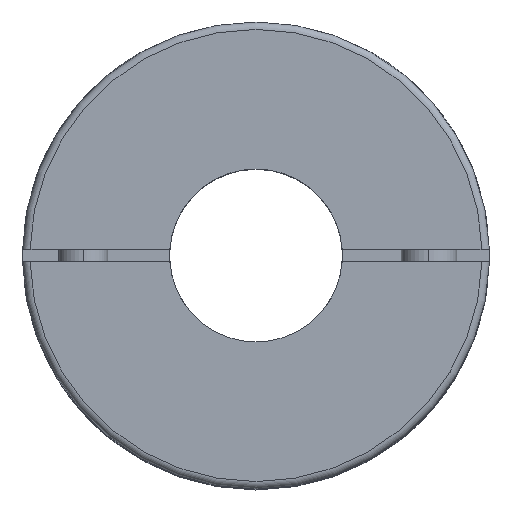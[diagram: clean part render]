
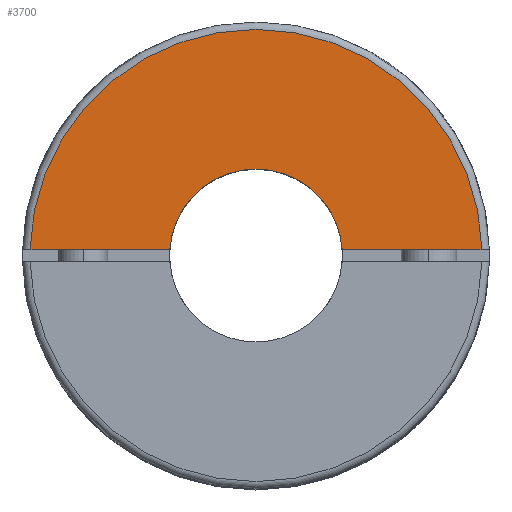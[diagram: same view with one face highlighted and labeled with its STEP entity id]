
A CAD part, top view. The second image highlights one B-rep face of the part: STEP entity #3700.
In plain terms, the highlighted planar face has unit normal (0, 0, 1).
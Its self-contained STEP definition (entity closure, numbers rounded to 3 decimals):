
#10 = VECTOR ( 'NONE', #3832, 1000. ) ;
#114 = EDGE_CURVE ( 'NONE', #3114, #4250, #2868, .T. ) ;
#503 = ORIENTED_EDGE ( 'NONE', *, *, #114, .T. ) ;
#532 = ORIENTED_EDGE ( 'NONE', *, *, #5457, .F. ) ;
#664 = CARTESIAN_POINT ( 'NONE',  ( 0., 0., 0. ) ) ;
#1036 = CARTESIAN_POINT ( 'NONE',  ( 0., 0., 0. ) ) ;
#1058 = ORIENTED_EDGE ( 'NONE', *, *, #3740, .F. ) ;
#1350 = DIRECTION ( 'NONE',  ( -1., 0., 0. ) ) ;
#1613 = VECTOR ( 'NONE', #4336, 1000. ) ;
#1614 = AXIS2_PLACEMENT_3D ( 'NONE', #1036, #1704, #1350 ) ;
#1704 = DIRECTION ( 'NONE',  ( 0., 0., -1. ) ) ;
#1752 = CARTESIAN_POINT ( 'NONE',  ( 18.9, 0.5, 0. ) ) ;
#1819 = FACE_OUTER_BOUND ( 'NONE', #2443, .T. ) ;
#1830 = CIRCLE ( 'NONE', #5420, 18.3 ) ;
#1911 = DIRECTION ( 'NONE',  ( 1., 0., 0. ) ) ;
#1919 = EDGE_CURVE ( 'NONE', #3114, #4592, #3469, .T. ) ;
#1934 = CARTESIAN_POINT ( 'NONE',  ( -6.982, 0.5, 0. ) ) ;
#2226 = CARTESIAN_POINT ( 'NONE',  ( 18.9, 0.5, 0. ) ) ;
#2356 = CARTESIAN_POINT ( 'NONE',  ( 18.293, 0.5, 0. ) ) ;
#2443 = EDGE_LOOP ( 'NONE', ( #532, #1058, #3339, #503 ) ) ;
#2868 = CIRCLE ( 'NONE', #1614, 7. ) ;
#3010 = LINE ( 'NONE', #1752, #10 ) ;
#3114 = VERTEX_POINT ( 'NONE', #1934 ) ;
#3138 = CARTESIAN_POINT ( 'NONE',  ( 0., 18.3, 0. ) ) ;
#3313 = VERTEX_POINT ( 'NONE', #2356 ) ;
#3339 = ORIENTED_EDGE ( 'NONE', *, *, #1919, .F. ) ;
#3469 = LINE ( 'NONE', #2226, #1613 ) ;
#3532 = DIRECTION ( 'NONE',  ( 0., 0., 1. ) ) ;
#3667 = CARTESIAN_POINT ( 'NONE',  ( -18.293, 0.5, 0. ) ) ;
#3700 = ADVANCED_FACE ( 'NONE', ( #1819 ), #4426, .T. ) ;
#3740 = EDGE_CURVE ( 'NONE', #4592, #3313, #1830, .T. ) ;
#3832 = DIRECTION ( 'NONE',  ( -1., 0., 0. ) ) ;
#4127 = DIRECTION ( 'NONE',  ( -1., 0., 0. ) ) ;
#4250 = VERTEX_POINT ( 'NONE', #5136 ) ;
#4336 = DIRECTION ( 'NONE',  ( -1., 0., 0. ) ) ;
#4426 = PLANE ( 'NONE',  #4968 ) ;
#4592 = VERTEX_POINT ( 'NONE', #3667 ) ;
#4968 = AXIS2_PLACEMENT_3D ( 'NONE', #3138, #3532, #1911 ) ;
#5136 = CARTESIAN_POINT ( 'NONE',  ( 6.982, 0.5, 0. ) ) ;
#5403 = DIRECTION ( 'NONE',  ( 0., 0., -1. ) ) ;
#5420 = AXIS2_PLACEMENT_3D ( 'NONE', #664, #5403, #4127 ) ;
#5457 = EDGE_CURVE ( 'NONE', #3313, #4250, #3010, .T. ) ;
